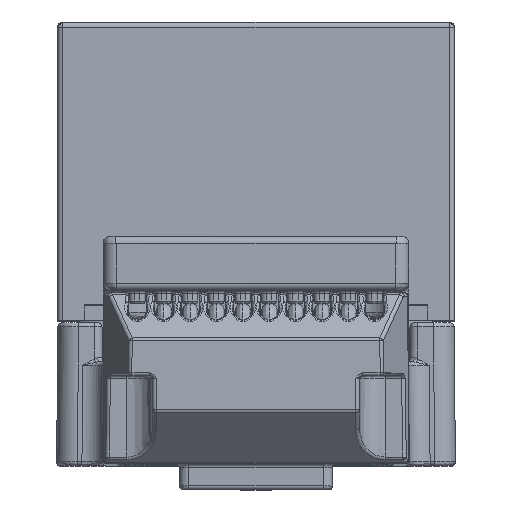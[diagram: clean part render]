
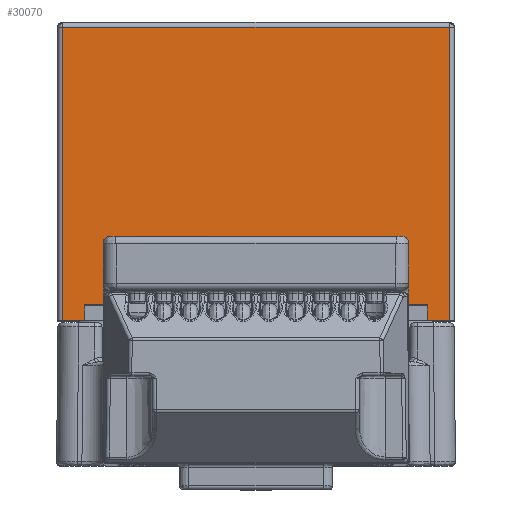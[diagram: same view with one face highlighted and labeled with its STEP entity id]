
A CAD part, top view. The second image highlights one B-rep face of the part: STEP entity #30070.
In plain terms, the highlighted planar face has unit normal (0, 0, 1).
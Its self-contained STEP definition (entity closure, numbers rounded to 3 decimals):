
#185 = VECTOR ( 'NONE', #83154, 1000. ) ;
#1468 = VERTEX_POINT ( 'NONE', #94488 ) ;
#3528 = VECTOR ( 'NONE', #43261, 1000. ) ;
#5929 = LINE ( 'NONE', #89152, #3528 ) ;
#12092 = VECTOR ( 'NONE', #33067, 1000. ) ;
#14929 = VERTEX_POINT ( 'NONE', #56837 ) ;
#16304 = CARTESIAN_POINT ( 'NONE',  ( 0., 5.6, 15.38 ) ) ;
#16974 = DIRECTION ( 'NONE',  ( -1., 0., 0. ) ) ;
#17687 = CARTESIAN_POINT ( 'NONE',  ( -6.6, 5.6, 15.38 ) ) ;
#18345 = CARTESIAN_POINT ( 'NONE',  ( 0., 5.6, 15.38 ) ) ;
#19191 = CARTESIAN_POINT ( 'NONE',  ( 0., 5.6, 15.38 ) ) ;
#22148 = VERTEX_POINT ( 'NONE', #63506 ) ;
#22496 = VECTOR ( 'NONE', #89038, 1000. ) ;
#27557 = LINE ( 'NONE', #44278, #96930 ) ;
#27742 = VERTEX_POINT ( 'NONE', #40115 ) ;
#27775 = CARTESIAN_POINT ( 'NONE',  ( 6.6, 5.6, 15.38 ) ) ;
#28502 = EDGE_CURVE ( 'NONE', #30055, #14929, #49292, .T. ) ;
#30055 = VERTEX_POINT ( 'NONE', #41074 ) ;
#30070 = ADVANCED_FACE ( 'NONE', ( #88652 ), #64100, .F. ) ;
#32072 = ORIENTED_EDGE ( 'NONE', *, *, #42181, .T. ) ;
#33067 = DIRECTION ( 'NONE',  ( 0., 1., 0. ) ) ;
#33702 = DIRECTION ( 'NONE',  ( -1., 0., 0. ) ) ;
#36607 = ORIENTED_EDGE ( 'NONE', *, *, #67128, .F. ) ;
#37242 = LINE ( 'NONE', #17687, #12092 ) ;
#37842 = EDGE_CURVE ( 'NONE', #22148, #30055, #5929, .T. ) ;
#38447 = LINE ( 'NONE', #52291, #185 ) ;
#38964 = VECTOR ( 'NONE', #16974, 1000. ) ;
#40115 = CARTESIAN_POINT ( 'NONE',  ( -6.6, 6.2, 15.38 ) ) ;
#41074 = CARTESIAN_POINT ( 'NONE',  ( 7.45, 16.9, 15.38 ) ) ;
#42181 = EDGE_CURVE ( 'NONE', #1468, #27742, #37242, .T. ) ;
#42734 = VERTEX_POINT ( 'NONE', #50799 ) ;
#43261 = DIRECTION ( 'NONE',  ( 1., 0., 0. ) ) ;
#43709 = VECTOR ( 'NONE', #80723, 1000. ) ;
#44278 = CARTESIAN_POINT ( 'NONE',  ( -7.45, 5.6, 15.38 ) ) ;
#45687 = ORIENTED_EDGE ( 'NONE', *, *, #28502, .F. ) ;
#49292 = LINE ( 'NONE', #60282, #67299 ) ;
#50463 = AXIS2_PLACEMENT_3D ( 'NONE', #18345, #79542, #33702 ) ;
#50799 = CARTESIAN_POINT ( 'NONE',  ( 6.6, 6.2, 15.38 ) ) ;
#52291 = CARTESIAN_POINT ( 'NONE',  ( 0., 6.2, 15.38 ) ) ;
#53494 = CARTESIAN_POINT ( 'NONE',  ( -7.45, 5.6, 15.38 ) ) ;
#53847 = EDGE_CURVE ( 'NONE', #42734, #27742, #38447, .T. ) ;
#56453 = VERTEX_POINT ( 'NONE', #96005 ) ;
#56837 = CARTESIAN_POINT ( 'NONE',  ( 7.45, 5.6, 15.38 ) ) ;
#59280 = LINE ( 'NONE', #16304, #38964 ) ;
#59951 = ORIENTED_EDGE ( 'NONE', *, *, #97920, .F. ) ;
#60282 = CARTESIAN_POINT ( 'NONE',  ( 7.45, 5.6, 15.38 ) ) ;
#63506 = CARTESIAN_POINT ( 'NONE',  ( -7.45, 16.9, 15.38 ) ) ;
#64100 = PLANE ( 'NONE',  #50463 ) ;
#64645 = VERTEX_POINT ( 'NONE', #53494 ) ;
#65323 = ORIENTED_EDGE ( 'NONE', *, *, #53847, .F. ) ;
#67128 = EDGE_CURVE ( 'NONE', #1468, #64645, #84429, .T. ) ;
#67299 = VECTOR ( 'NONE', #82795, 1000. ) ;
#68886 = EDGE_LOOP ( 'NONE', ( #32072, #65323, #84617, #93542, #45687, #97235, #59951, #36607 ) ) ;
#79542 = DIRECTION ( 'NONE',  ( 0., 0., -1. ) ) ;
#80723 = DIRECTION ( 'NONE',  ( -1., 0., 0. ) ) ;
#82459 = DIRECTION ( 'NONE',  ( 0., 1., 0. ) ) ;
#82795 = DIRECTION ( 'NONE',  ( 0., -1., 0. ) ) ;
#83154 = DIRECTION ( 'NONE',  ( -1., 0., 0. ) ) ;
#83530 = LINE ( 'NONE', #27775, #22496 ) ;
#84429 = LINE ( 'NONE', #19191, #43709 ) ;
#84617 = ORIENTED_EDGE ( 'NONE', *, *, #85523, .T. ) ;
#85523 = EDGE_CURVE ( 'NONE', #42734, #56453, #83530, .T. ) ;
#88652 = FACE_OUTER_BOUND ( 'NONE', #68886, .T. ) ;
#89038 = DIRECTION ( 'NONE',  ( 0., -1., 0. ) ) ;
#89152 = CARTESIAN_POINT ( 'NONE',  ( 7.695, 16.9, 15.38 ) ) ;
#90243 = EDGE_CURVE ( 'NONE', #14929, #56453, #59280, .T. ) ;
#93542 = ORIENTED_EDGE ( 'NONE', *, *, #90243, .F. ) ;
#94488 = CARTESIAN_POINT ( 'NONE',  ( -6.6, 5.6, 15.38 ) ) ;
#96005 = CARTESIAN_POINT ( 'NONE',  ( 6.6, 5.6, 15.38 ) ) ;
#96930 = VECTOR ( 'NONE', #82459, 1000. ) ;
#97235 = ORIENTED_EDGE ( 'NONE', *, *, #37842, .F. ) ;
#97920 = EDGE_CURVE ( 'NONE', #64645, #22148, #27557, .T. ) ;
